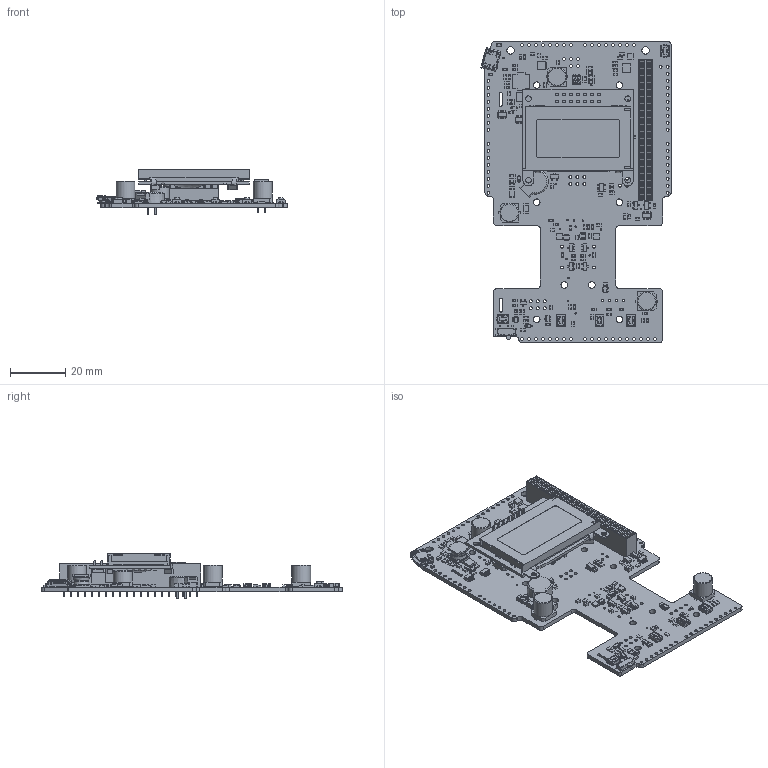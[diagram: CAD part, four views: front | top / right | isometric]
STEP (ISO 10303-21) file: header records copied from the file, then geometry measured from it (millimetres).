
FILE_DESCRIPTION (( 'STEP AP214' ), '1' );
FILE_NAME ('bal01a.step', '2017-06-21T20:47:33', ( '' ), ( '' ), 'SwSTEP 2.0', 'SolidWorks 2016', '' );
FILE_SCHEMA (( 'AUTOMOTIVE_DESIGN' ));
Length unit declared in the file: millimetre
Products named in the file (1): bal01a
Bounding box: 69.06 x 109.22 x 16.18 mm (x, y, z)
Volume: 18123.1 mm3; surface area: 26825.3 mm2
Topology: 5 solids, 5 shells, 7172 faces, 20039 edges, 12901 vertices
Faces by surface type: plane 5514, cylinder 1370, bspline 204, torus 34, sphere 31, cone 19
Full cylindrical faces by diameter (mm): 0.25 x1, 0.4 x12, 0.5 x2, 0.508 x22, 0.7 x20, 0.8 x6, 0.9 x2, 1.016 x142, 1.02 x14, 2 x4, 2.4 x10, 2.5 x1, 2.7 x2, 6.8 x4
Entity records: 312394 total; most frequent: CARTESIAN_POINT 49932, ORIENTED_EDGE 39460, DIRECTION 35116, EDGE_CURVE 19730, VECTOR 16280, LINE 16280, VERTEX_POINT 12853, AXIS2_PLACEMENT_3D 9418
